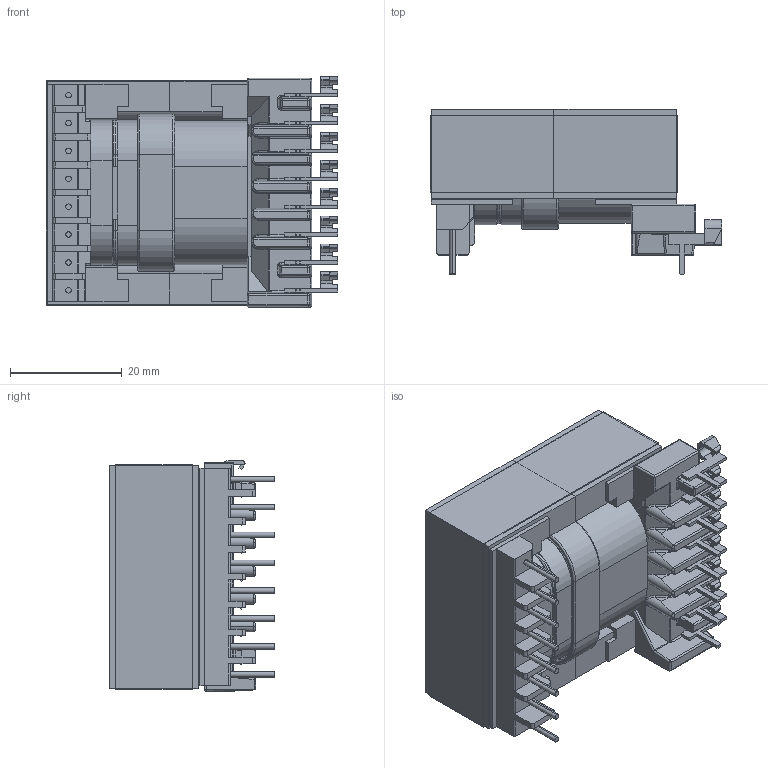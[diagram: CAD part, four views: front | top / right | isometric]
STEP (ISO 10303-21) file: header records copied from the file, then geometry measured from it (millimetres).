
FILE_DESCRIPTION (( 'STEP AP214' ), '1' );
FILE_NAME ('EPC40-6494-6495.STEP', '2019-01-31T20:04:07', ( '' ), ( '' ), 'SwSTEP 2.0', 'SolidWorks 2017', '' );
FILE_SCHEMA (( 'AUTOMOTIVE_DESIGN' ));
Length unit declared in the file: millimetre
Products named in the file (10): 440-8054-2923; 150-2923_6A; 186-0262; EPC40-6494; EPC40-6149; 070-6494_04term; 070-6494_6BTERM; 070-6494_6B; 070-6495_6B; EPC40-6494-6495
Assembly tree (20 placements, depth 3):
  EPC40-6494-6495
    070-6495_6B
    070-6494_04term
      070-6494_6B
      070-6494_6BTERM  x8
    EPC40-6149  x3
    EPC40-6494
    186-0262  x2
    150-2923_6A  x2
    440-8054-2923
Bounding box: 52.24 x 29.65 x 41.33 mm (x, y, z)
Volume: 33042.2 mm3; surface area: 34384.5 mm2
Topology: 27 solids, 27 shells, 1769 faces, 4741 edges, 3024 vertices
Faces by surface type: plane 958, cylinder 647, torus 67, bspline 66, sphere 27, cone 4
Entity records: 37341 total; most frequent: CARTESIAN_POINT 8066, ORIENTED_EDGE 6002, DIRECTION 5917, EDGE_CURVE 3001, AXIS2_PLACEMENT_3D 2035, VERTEX_POINT 1896, LINE 1847, VECTOR 1847
